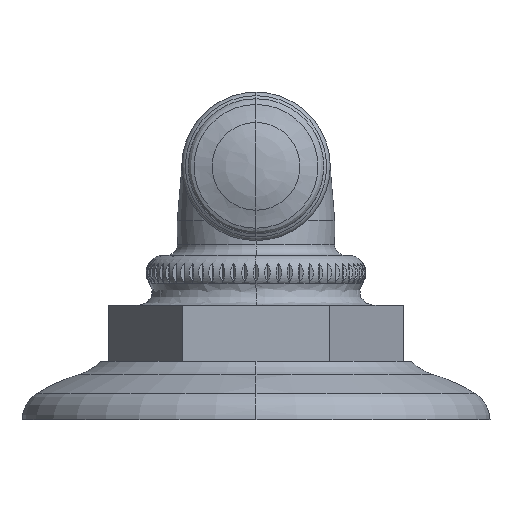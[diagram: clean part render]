
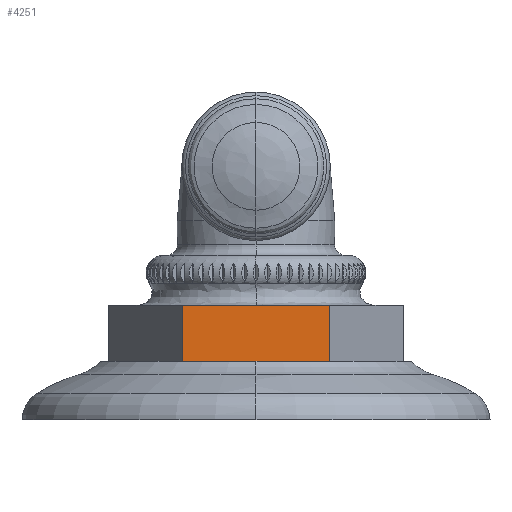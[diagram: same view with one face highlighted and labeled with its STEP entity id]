
A CAD part, front view. The second image highlights one B-rep face of the part: STEP entity #4251.
In plain terms, the highlighted planar face has unit normal (0, -1, 0).
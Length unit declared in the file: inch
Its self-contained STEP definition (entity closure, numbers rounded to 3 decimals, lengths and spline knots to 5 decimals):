
#72=DIRECTION('',(1.,0.,0.));
#73=VECTOR('',#72,0.85);
#74=CARTESIAN_POINT('',(-0.425,-0.73612,0.33744));
#75=LINE('',#74,#73);
#96=DIRECTION('',(0.,0.,-1.));
#97=VECTOR('',#96,0.32356);
#98=CARTESIAN_POINT('',(-0.425,-0.73612,0.661));
#99=LINE('',#98,#97);
#116=DIRECTION('',(0.,0.,-1.));
#117=VECTOR('',#116,0.32356);
#118=CARTESIAN_POINT('',(0.425,-0.73612,0.661));
#119=LINE('',#118,#117);
#120=DIRECTION('',(1.,0.,0.));
#121=VECTOR('',#120,0.85);
#122=CARTESIAN_POINT('',(-0.425,-0.73612,0.661));
#123=LINE('',#122,#121);
#3679=CARTESIAN_POINT('',(-0.425,-0.73612,0.661));
#3680=CARTESIAN_POINT('',(0.425,-0.73612,0.661));
#3681=VERTEX_POINT('',#3679);
#3682=VERTEX_POINT('',#3680);
#3691=CARTESIAN_POINT('',(-0.425,-0.73612,0.33744));
#3692=VERTEX_POINT('',#3691);
#3693=CARTESIAN_POINT('',(0.425,-0.73612,0.33744));
#3694=VERTEX_POINT('',#3693);
#4237=CARTESIAN_POINT('',(-0.425,-0.73612,0.661));
#4238=DIRECTION('',(0.,-1.,0.));
#4239=DIRECTION('',(1.,0.,0.));
#4240=AXIS2_PLACEMENT_3D('',#4237,#4238,#4239);
#4241=PLANE('',#4240);
#4243=ORIENTED_EDGE('',*,*,#4242,.F.);
#4245=ORIENTED_EDGE('',*,*,#4244,.T.);
#4247=ORIENTED_EDGE('',*,*,#4246,.T.);
#4248=ORIENTED_EDGE('',*,*,#4222,.F.);
#4249=EDGE_LOOP('',(#4243,#4245,#4247,#4248));
#4250=FACE_OUTER_BOUND('',#4249,.F.);
#4251=ADVANCED_FACE('',(#4250),#4241,.T.);
#4222=EDGE_CURVE('',#3692,#3694,#75,.T.);
#4242=EDGE_CURVE('',#3681,#3692,#99,.T.);
#4244=EDGE_CURVE('',#3681,#3682,#123,.T.);
#4246=EDGE_CURVE('',#3682,#3694,#119,.T.);
